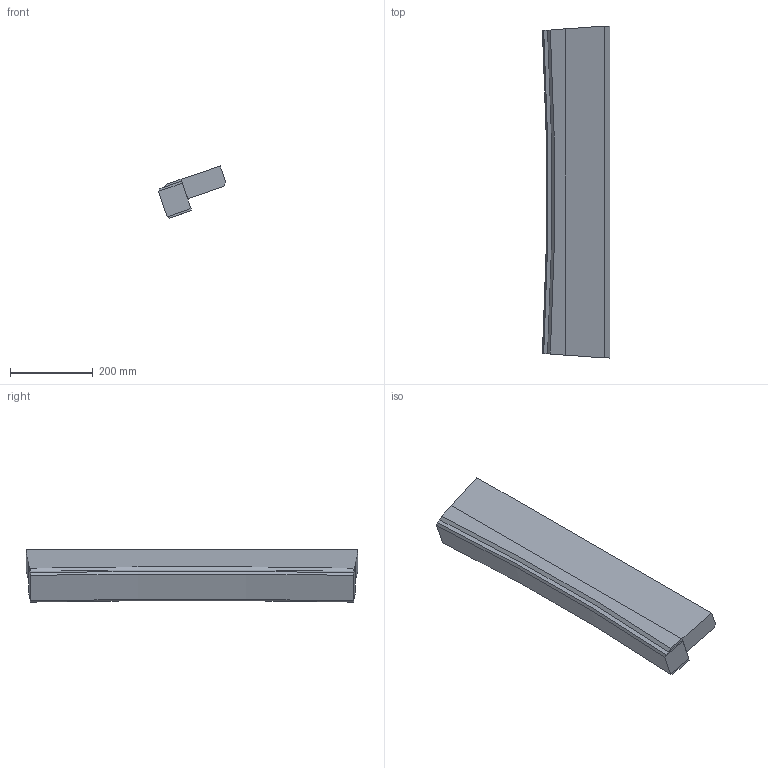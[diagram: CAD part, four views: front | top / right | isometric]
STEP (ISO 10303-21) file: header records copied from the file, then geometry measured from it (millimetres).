
FILE_DESCRIPTION(('FreeCAD Model'),'2;1');
FILE_NAME('Open CASCADE Shape Model','2024-04-24T14:29:20',('FreeCAD'),( 'FreeCAD'),'Open CASCADE STEP processor 7.7','FreeCAD','Unknown');
FILE_SCHEMA(('AUTOMOTIVE_DESIGN { 1 0 10303 214 1 1 1 1 }'));
Length unit declared in the file: millimetre
Products named in the file (1): Open CASCADE STEP translator 7.7 8
Bounding box: 162.41 x 802.38 x 126.07 mm (x, y, z)
Volume: 7224252.3 mm3; surface area: 685978.4 mm2
Topology: 5 solids, 5 shells, 35 faces, 73 edges, 48 vertices
Faces by surface type: plane 31, cone 3, cylinder 1
Entity records: 922 total; most frequent: CARTESIAN_POINT 157, DIRECTION 154, ORIENTED_EDGE 146, EDGE_CURVE 73, LINE 64, VECTOR 64, VERTEX_POINT 48, AXIS2_PLACEMENT_3D 45
